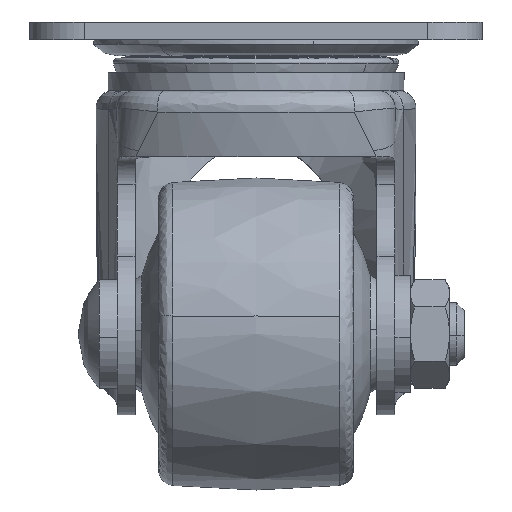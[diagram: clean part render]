
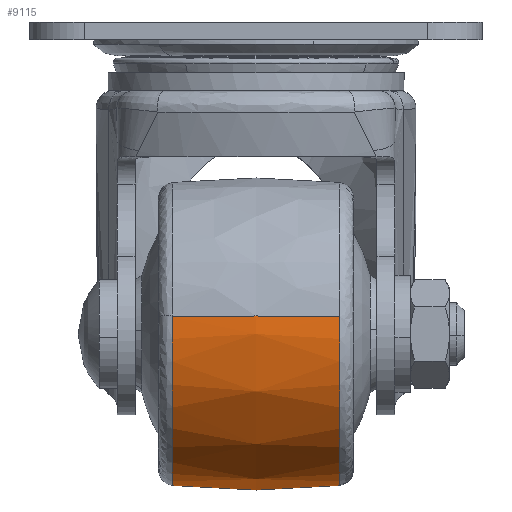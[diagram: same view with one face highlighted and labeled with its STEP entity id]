
A CAD part, left-side view. The second image highlights one B-rep face of the part: STEP entity #9115.
In plain terms, the highlighted free-form (B-spline) face has degree [2, 2] with [3, 9] control points.
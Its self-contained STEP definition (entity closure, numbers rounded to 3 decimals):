
#8665=CARTESIAN_POINT('',(0.0,10.714,-20.576));
#8666=VERTEX_POINT('',#8665);
#8680=CARTESIAN_POINT('',(19.271,10.714,-42.435));
#8681=VERTEX_POINT('',#8680);
#8682=CARTESIAN_POINT('',(19.271,10.714,-42.435));
#8683=CARTESIAN_POINT('',(19.424,10.714,-41.222));
#8684=CARTESIAN_POINT('',(19.424,10.714,-40.0));
#8685=CARTESIAN_POINT('',(19.424,10.714,-20.576));
#8686=CARTESIAN_POINT('',(0.0,10.714,-20.576));
#8694=(BOUNDED_CURVE()B_SPLINE_CURVE(2,(#8682,#8683,#8684,#8685,#8686),.UNSPECIFIED.,.F.,.U.)B_SPLINE_CURVE_WITH_KNOTS((3,2,3),(0.228,0.25,0.5),.UNSPECIFIED.)CURVE()GEOMETRIC_REPRESENTATION_ITEM()RATIONAL_B_SPLINE_CURVE((0.954,0.975,1.0,0.707,1.0))REPRESENTATION_ITEM(''));
#8695=EDGE_CURVE('',#8681,#8666,#8694,.T.);
#8752=CARTESIAN_POINT('',(0.0,10.714,-59.424));
#8753=VERTEX_POINT('',#8752);
#8754=CARTESIAN_POINT('',(0.0,10.714,-59.424));
#8755=CARTESIAN_POINT('',(17.125,10.714,-59.424));
#8756=CARTESIAN_POINT('',(19.271,10.714,-42.435));
#8764=(BOUNDED_CURVE()B_SPLINE_CURVE(2,(#8754,#8755,#8756),.UNSPECIFIED.,.F.,.U.)B_SPLINE_CURVE_WITH_KNOTS((3,3),(0.0,0.228),.UNSPECIFIED.)CURVE()GEOMETRIC_REPRESENTATION_ITEM()RATIONAL_B_SPLINE_CURVE((1.0,0.733,0.954))REPRESENTATION_ITEM(''));
#8765=EDGE_CURVE('',#8753,#8681,#8764,.T.);
#8767=CARTESIAN_POINT('',(-19.294,10.714,-37.757));
#8768=VERTEX_POINT('',#8767);
#8769=CARTESIAN_POINT('',(-19.294,10.714,-37.757));
#8770=CARTESIAN_POINT('',(-19.424,10.714,-38.875));
#8771=CARTESIAN_POINT('',(-19.424,10.714,-40.));
#8772=CARTESIAN_POINT('',(-19.424,10.714,-59.424));
#8773=CARTESIAN_POINT('',(0.0,10.714,-59.424));
#8781=(BOUNDED_CURVE()B_SPLINE_CURVE(2,(#8769,#8770,#8771,#8772,#8773),.UNSPECIFIED.,.F.,.U.)B_SPLINE_CURVE_WITH_KNOTS((3,2,3),(0.73,0.75,1.0),.UNSPECIFIED.)CURVE()GEOMETRIC_REPRESENTATION_ITEM()RATIONAL_B_SPLINE_CURVE((0.957,0.977,1.0,0.707,1.0))REPRESENTATION_ITEM(''));
#8782=EDGE_CURVE('',#8768,#8753,#8781,.T.);
#8833=CARTESIAN_POINT('',(5.293,-10.714,-58.689));
#8834=VERTEX_POINT('',#8833);
#8835=CARTESIAN_POINT('',(19.326,-10.714,-38.051));
#8836=VERTEX_POINT('',#8835);
#8837=CARTESIAN_POINT('',(5.293,-10.714,-58.689));
#8838=CARTESIAN_POINT('',(19.424,-10.714,-54.687));
#8839=CARTESIAN_POINT('',(19.424,-10.714,-40.));
#8840=CARTESIAN_POINT('',(19.424,-10.714,-39.023));
#8841=CARTESIAN_POINT('',(19.326,-10.714,-38.051));
#8849=(BOUNDED_CURVE()B_SPLINE_CURVE(2,(#8837,#8838,#8839,#8840,#8841),.UNSPECIFIED.,.F.,.U.)B_SPLINE_CURVE_WITH_KNOTS((3,2,3),(0.046,0.25,0.267),.UNSPECIFIED.)CURVE()GEOMETRIC_REPRESENTATION_ITEM()RATIONAL_B_SPLINE_CURVE((0.911,0.761,1.0,0.98,0.962))REPRESENTATION_ITEM(''));
#8850=EDGE_CURVE('',#8834,#8836,#8849,.T.);
#8935=CARTESIAN_POINT('',(0.0,-10.714,-59.424));
#8936=VERTEX_POINT('',#8935);
#8937=CARTESIAN_POINT('',(0.0,-10.714,-59.424));
#8938=CARTESIAN_POINT('',(2.697,-10.714,-59.424));
#8939=CARTESIAN_POINT('',(5.293,-10.714,-58.689));
#8947=(BOUNDED_CURVE()B_SPLINE_CURVE(2,(#8937,#8938,#8939),.UNSPECIFIED.,.F.,.U.)B_SPLINE_CURVE_WITH_KNOTS((3,3),(0.0,0.046),.UNSPECIFIED.)CURVE()GEOMETRIC_REPRESENTATION_ITEM()RATIONAL_B_SPLINE_CURVE((1.0,0.946,0.911))REPRESENTATION_ITEM(''));
#8948=EDGE_CURVE('',#8936,#8834,#8947,.T.);
#8997=CARTESIAN_POINT('',(0.0,-10.714,-20.576));
#8998=VERTEX_POINT('',#8997);
#8999=CARTESIAN_POINT('',(19.326,-10.714,-38.051));
#9000=CARTESIAN_POINT('',(17.564,-10.714,-20.576));
#9001=CARTESIAN_POINT('',(0.0,-10.714,-20.576));
#9009=(BOUNDED_CURVE()B_SPLINE_CURVE(2,(#8999,#9000,#9001),.UNSPECIFIED.,.F.,.U.)B_SPLINE_CURVE_WITH_KNOTS((3,3),(0.267,0.5),.UNSPECIFIED.)CURVE()GEOMETRIC_REPRESENTATION_ITEM()RATIONAL_B_SPLINE_CURVE((0.962,0.728,1.0))REPRESENTATION_ITEM(''));
#9010=EDGE_CURVE('',#8836,#8998,#9009,.T.);
#9012=CARTESIAN_POINT('',(-19.294,-10.714,-37.757));
#9013=VERTEX_POINT('',#9012);
#9027=CARTESIAN_POINT('',(-19.294,-10.714,-37.757));
#9028=CARTESIAN_POINT('',(-19.424,-10.714,-38.875));
#9029=CARTESIAN_POINT('',(-19.424,-10.714,-40.));
#9030=CARTESIAN_POINT('',(-19.424,-10.714,-59.424));
#9031=CARTESIAN_POINT('',(0.0,-10.714,-59.424));
#9039=(BOUNDED_CURVE()B_SPLINE_CURVE(2,(#9027,#9028,#9029,#9030,#9031),.UNSPECIFIED.,.F.,.U.)B_SPLINE_CURVE_WITH_KNOTS((3,2,3),(0.73,0.75,1.0),.UNSPECIFIED.)CURVE()GEOMETRIC_REPRESENTATION_ITEM()RATIONAL_B_SPLINE_CURVE((0.957,0.977,1.0,0.707,1.0))REPRESENTATION_ITEM(''));
#9040=EDGE_CURVE('',#9013,#8936,#9039,.T.);
#9045=CARTESIAN_POINT('',(-19.175,-11.778,-37.771));
#9046=CARTESIAN_POINT('',(-20.562,0.,-37.61));
#9047=CARTESIAN_POINT('',(-19.175,11.778,-37.771));
#9048=CARTESIAN_POINT('',(-19.304,-11.778,-38.882));
#9049=CARTESIAN_POINT('',(-20.701,0.,-38.801));
#9050=CARTESIAN_POINT('',(-19.304,11.778,-38.882));
#9051=CARTESIAN_POINT('',(-19.304,-11.778,-40.0));
#9052=CARTESIAN_POINT('',(-20.701,0.,-40.));
#9053=CARTESIAN_POINT('',(-19.304,11.778,-40.));
#9054=CARTESIAN_POINT('',(-19.304,-11.778,-59.304));
#9055=CARTESIAN_POINT('',(-20.701,0.,-60.701));
#9056=CARTESIAN_POINT('',(-19.304,11.778,-59.304));
#9057=CARTESIAN_POINT('',(0.0,-11.778,-59.304));
#9058=CARTESIAN_POINT('',(0.0,0.,-60.701));
#9059=CARTESIAN_POINT('',(0.0,11.778,-59.304));
#9060=CARTESIAN_POINT('',(19.304,-11.778,-59.304));
#9061=CARTESIAN_POINT('',(20.701,0.,-60.701));
#9062=CARTESIAN_POINT('',(19.304,11.778,-59.304));
#9063=CARTESIAN_POINT('',(19.304,-11.778,-40.0));
#9064=CARTESIAN_POINT('',(20.701,0.,-40.));
#9065=CARTESIAN_POINT('',(19.304,11.778,-40.));
#9066=CARTESIAN_POINT('',(19.304,-11.778,-20.696));
#9067=CARTESIAN_POINT('',(20.701,0.,-19.299));
#9068=CARTESIAN_POINT('',(19.304,11.778,-20.696));
#9069=CARTESIAN_POINT('',(0.0,-11.778,-20.696));
#9070=CARTESIAN_POINT('',(0.0,0.,-19.299));
#9071=CARTESIAN_POINT('',(0.0,11.778,-20.696));
#9079=(BOUNDED_SURFACE()B_SPLINE_SURFACE(2,2,((#9045,#9048,#9051,#9054,#9057,#9060,#9063,#9066,#9069),(#9046,#9049,#9052,#9055,#9058,#9061,#9064,#9067,#9070),(#9047,#9050,#9053,#9056,#9059,#9062,#9065,#9068,#9071)),.UNSPECIFIED.,.F.,.F.,.U.)B_SPLINE_SURFACE_WITH_KNOTS((3,3),(3,2,2,2,3),(0.0,23.637),(0.0,2.651,35.788,68.925,102.062),.UNSPECIFIED.)GEOMETRIC_REPRESENTATION_ITEM()RATIONAL_B_SPLINE_SURFACE(((0.864,0.882,0.903,0.639,0.903,0.639,0.903,0.639,0.903),(0.858,0.876,0.897,0.634,0.897,0.634,0.897,0.634,0.897),(0.864,0.882,0.903,0.639,0.903,0.639,0.903,0.639,0.903)))REPRESENTATION_ITEM('')SURFACE());
#9080=ORIENTED_EDGE('',*,*,#8782,.T.);
#9081=ORIENTED_EDGE('',*,*,#8765,.T.);
#9082=ORIENTED_EDGE('',*,*,#8695,.T.);
#9083=CARTESIAN_POINT('',(0.0,-10.714,-20.576));
#9084=CARTESIAN_POINT('',(0.0,0.,-19.421));
#9085=CARTESIAN_POINT('',(0.0,10.714,-20.576));
#9093=(BOUNDED_CURVE()B_SPLINE_CURVE(2,(#9083,#9084,#9085),.UNSPECIFIED.,.F.,.U.)B_SPLINE_CURVE_WITH_KNOTS((3,3),(0.419,0.581),.UNSPECIFIED.)CURVE()GEOMETRIC_REPRESENTATION_ITEM()RATIONAL_B_SPLINE_CURVE((0.903,0.897,0.903))REPRESENTATION_ITEM(''));
#9094=EDGE_CURVE('',#8998,#8666,#9093,.T.);
#9095=ORIENTED_EDGE('',*,*,#9094,.F.);
#9096=ORIENTED_EDGE('',*,*,#9010,.F.);
#9097=ORIENTED_EDGE('',*,*,#8850,.F.);
#9098=ORIENTED_EDGE('',*,*,#8948,.F.);
#9099=ORIENTED_EDGE('',*,*,#9040,.F.);
#9100=CARTESIAN_POINT('',(-19.294,-10.714,-37.757));
#9101=CARTESIAN_POINT('',(-20.441,0.,-37.624));
#9102=CARTESIAN_POINT('',(-19.294,10.714,-37.757));
#9110=(BOUNDED_CURVE()B_SPLINE_CURVE(2,(#9100,#9101,#9102),.UNSPECIFIED.,.F.,.U.)B_SPLINE_CURVE_WITH_KNOTS((3,3),(0.419,0.581),.UNSPECIFIED.)CURVE()GEOMETRIC_REPRESENTATION_ITEM()RATIONAL_B_SPLINE_CURVE((0.864,0.859,0.864))REPRESENTATION_ITEM(''));
#9111=EDGE_CURVE('',#9013,#8768,#9110,.T.);
#9112=ORIENTED_EDGE('',*,*,#9111,.T.);
#9113=EDGE_LOOP('',(#9080,#9081,#9082,#9095,#9096,#9097,#9098,#9099,#9112));
#9114=FACE_OUTER_BOUND('',#9113,.T.);
#9115=ADVANCED_FACE('',(#9114),#9079,.T.);
